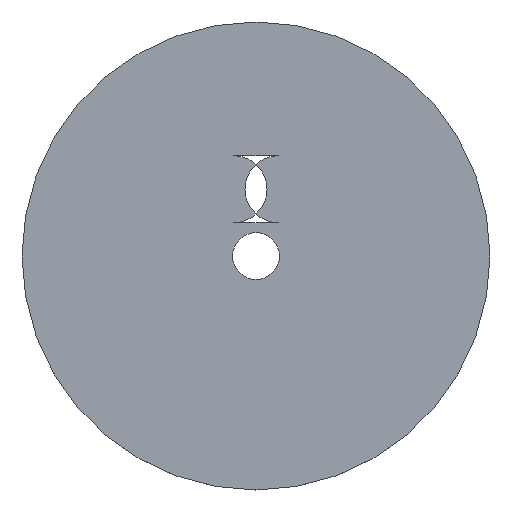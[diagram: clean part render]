
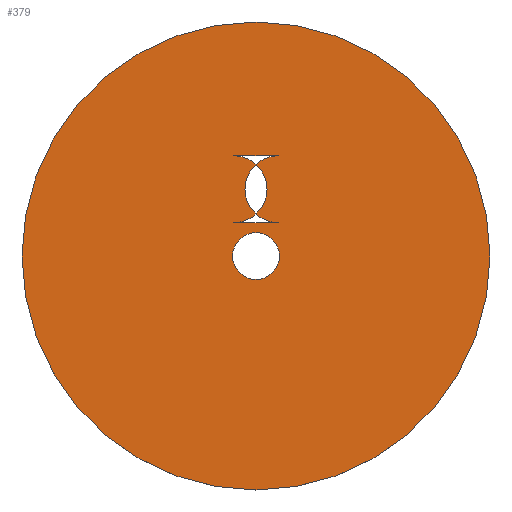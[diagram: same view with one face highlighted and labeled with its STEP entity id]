
A CAD part, top view. The second image highlights one B-rep face of the part: STEP entity #379.
In plain terms, the highlighted planar face has unit normal (0, 0, 1).
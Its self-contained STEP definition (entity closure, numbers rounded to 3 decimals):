
#52 = VERTEX_POINT('',#53);
#53 = CARTESIAN_POINT('',(35.006,0.01,1.619
    ));
#59 = EDGE_CURVE('',#52,#52,#60,.T.);
#60 = CIRCLE('',#61,35.007);
#61 = AXIS2_PLACEMENT_3D('',#62,#63,#64);
#62 = CARTESIAN_POINT('',(-0.001,0.01,
    1.619));
#63 = DIRECTION('',(0.,0.,1.));
#64 = DIRECTION('',(1.,0.,0.));
#85 = VERTEX_POINT('',#86);
#86 = CARTESIAN_POINT('',(3.5,0.,1.619));
#92 = EDGE_CURVE('',#85,#85,#93,.T.);
#93 = CIRCLE('',#94,3.5);
#94 = AXIS2_PLACEMENT_3D('',#95,#96,#97);
#95 = CARTESIAN_POINT('',(0.,0.,1.619));
#96 = DIRECTION('',(0.,0.,1.));
#97 = DIRECTION('',(1.,0.,0.));
#118 = VERTEX_POINT('',#119);
#119 = CARTESIAN_POINT('',(3.35,15.,1.619));
#125 = EDGE_CURVE('',#118,#126,#128,.T.);
#126 = VERTEX_POINT('',#127);
#127 = CARTESIAN_POINT('',(0.,13.712,1.619));
#128 = CIRCLE('',#129,5.);
#129 = AXIS2_PLACEMENT_3D('',#130,#131,#132);
#130 = CARTESIAN_POINT('',(3.35,10.,1.619));
#131 = DIRECTION('',(0.,0.,1.));
#132 = DIRECTION('',(0.,1.,0.));
#160 = VERTEX_POINT('',#161);
#161 = CARTESIAN_POINT('',(-3.35,15.,1.619));
#167 = EDGE_CURVE('',#160,#118,#168,.T.);
#168 = LINE('',#169,#170);
#169 = CARTESIAN_POINT('',(-3.35,15.,1.619));
#170 = VECTOR('',#171,1.);
#171 = DIRECTION('',(1.,0.,0.));
#189 = EDGE_CURVE('',#126,#160,#190,.T.);
#190 = CIRCLE('',#191,5.);
#191 = AXIS2_PLACEMENT_3D('',#192,#193,#194);
#192 = CARTESIAN_POINT('',(-3.35,10.,1.619));
#193 = DIRECTION('',(0.,0.,1.));
#194 = DIRECTION('',(0.,-1.,0.));
#215 = VERTEX_POINT('',#216);
#216 = CARTESIAN_POINT('',(3.35,5.,1.619));
#222 = EDGE_CURVE('',#215,#223,#225,.T.);
#223 = VERTEX_POINT('',#224);
#224 = CARTESIAN_POINT('',(-3.35,5.,1.619));
#225 = LINE('',#226,#227);
#226 = CARTESIAN_POINT('',(3.35,5.,1.619));
#227 = VECTOR('',#228,1.);
#228 = DIRECTION('',(-1.,0.,0.));
#255 = VERTEX_POINT('',#256);
#256 = CARTESIAN_POINT('',(0.,6.288,1.619
    ));
#262 = EDGE_CURVE('',#255,#215,#263,.T.);
#263 = CIRCLE('',#264,5.);
#264 = AXIS2_PLACEMENT_3D('',#265,#266,#267);
#265 = CARTESIAN_POINT('',(3.35,10.,1.619));
#266 = DIRECTION('',(0.,0.,1.));
#267 = DIRECTION('',(0.,1.,0.));
#286 = EDGE_CURVE('',#223,#255,#287,.T.);
#287 = CIRCLE('',#288,5.);
#288 = AXIS2_PLACEMENT_3D('',#289,#290,#291);
#289 = CARTESIAN_POINT('',(-3.35,10.,1.619));
#290 = DIRECTION('',(0.,0.,1.));
#291 = DIRECTION('',(0.,-1.,0.));
#310 = EDGE_CURVE('',#255,#126,#311,.T.);
#311 = CIRCLE('',#312,5.);
#312 = AXIS2_PLACEMENT_3D('',#313,#314,#315);
#313 = CARTESIAN_POINT('',(-3.35,10.,1.619));
#314 = DIRECTION('',(0.,0.,1.));
#315 = DIRECTION('',(0.,-1.,0.));
#334 = EDGE_CURVE('',#126,#255,#335,.T.);
#335 = CIRCLE('',#336,5.);
#336 = AXIS2_PLACEMENT_3D('',#337,#338,#339);
#337 = CARTESIAN_POINT('',(3.35,10.,1.619));
#338 = DIRECTION('',(0.,0.,1.));
#339 = DIRECTION('',(0.,1.,0.));
#379 = ADVANCED_FACE('',(#380,#383,#386,#391,#396),#400,.F.);
#380 = FACE_BOUND('',#381,.T.);
#381 = EDGE_LOOP('',(#382));
#382 = ORIENTED_EDGE('',*,*,#59,.T.);
#383 = FACE_BOUND('',#384,.F.);
#384 = EDGE_LOOP('',(#385));
#385 = ORIENTED_EDGE('',*,*,#92,.T.);
#386 = FACE_BOUND('',#387,.F.);
#387 = EDGE_LOOP('',(#388,#389,#390));
#388 = ORIENTED_EDGE('',*,*,#125,.F.);
#389 = ORIENTED_EDGE('',*,*,#167,.F.);
#390 = ORIENTED_EDGE('',*,*,#189,.F.);
#391 = FACE_BOUND('',#392,.F.);
#392 = EDGE_LOOP('',(#393,#394,#395));
#393 = ORIENTED_EDGE('',*,*,#222,.F.);
#394 = ORIENTED_EDGE('',*,*,#262,.F.);
#395 = ORIENTED_EDGE('',*,*,#286,.F.);
#396 = FACE_BOUND('',#397,.F.);
#397 = EDGE_LOOP('',(#398,#399));
#398 = ORIENTED_EDGE('',*,*,#310,.T.);
#399 = ORIENTED_EDGE('',*,*,#334,.T.);
#400 = PLANE('',#401);
#401 = AXIS2_PLACEMENT_3D('',#402,#403,#404);
#402 = CARTESIAN_POINT('',(35.006,0.01,
    1.619));
#403 = DIRECTION('',(0.,0.,-1.));
#404 = DIRECTION('',(-1.,0.,0.));
